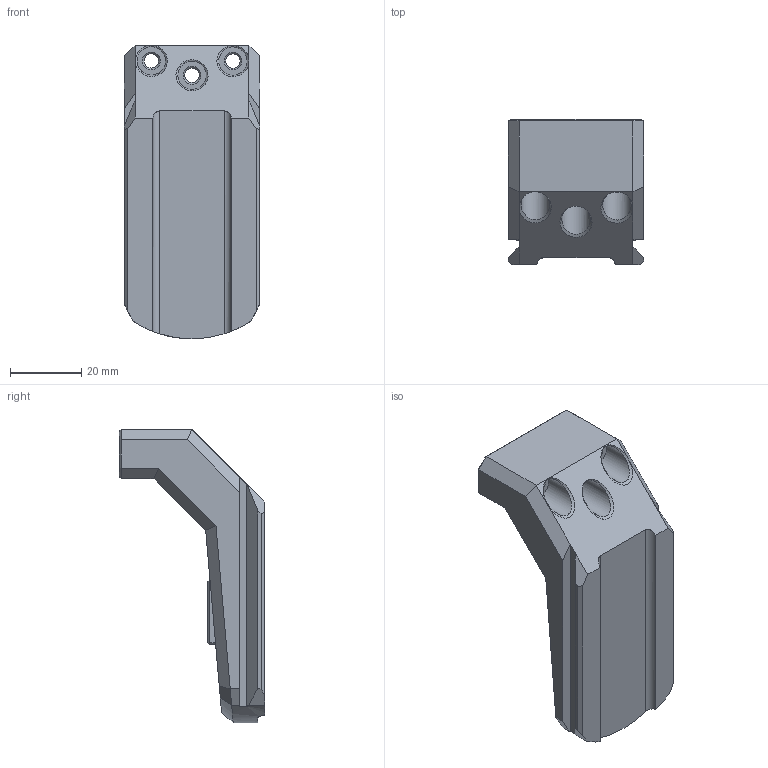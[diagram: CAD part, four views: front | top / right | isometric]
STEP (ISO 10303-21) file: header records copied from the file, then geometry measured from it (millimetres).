
FILE_DESCRIPTION(/* description */ ('Unknown'),/* implementation_level */ '2;1');
FILE_NAME(/* name */ 'samyang_24mmTS_tripodCollarFoot',/* time_stamp */ '2026-01-13T14:14:15-05:00',/* author */ ('Unknown'),/* organization */ ('Unknown'),/* preprocessor_version */ 'ST-DEVELOPER v18.1',/* originating_system */ 'Solid Edge',/* authorisation */ 'Unknown');
FILE_SCHEMA (('AUTOMOTIVE_DESIGN {1 0 10303 214 3 1 1}'));
Length unit declared in the file: millimetre
Products named in the file (2): samyang_24mmTS; samyang_24mmTS_tripodCollarFoot
Assembly tree (1 placements, depth 2):
  samyang_24mmTS
    samyang_24mmTS_tripodCollarFoot
Bounding box: 38 x 40.86 x 82.6 mm (x, y, z)
Volume: 47050.2 mm3; surface area: 12753.9 mm2
Topology: 1 solids, 1 shells, 510 faces, 1413 edges, 930 vertices
Faces by surface type: plane 491, cylinder 9, cone 6, bspline 4
Full cylindrical faces by diameter (mm): 4 x3, 8 x3
Entity records: 19944 total; most frequent: CARTESIAN_POINT 3419, ORIENTED_EDGE 2780, DIRECTION 2415, EDGE_CURVE 1390, LINE 1351, VECTOR 1351, VERTEX_POINT 922, EDGE_LOOP 556
